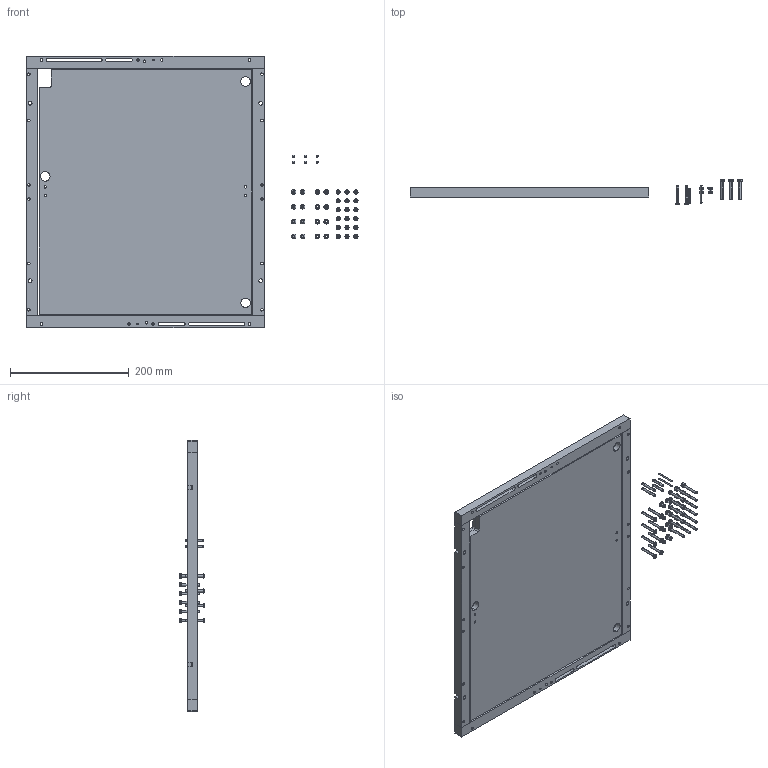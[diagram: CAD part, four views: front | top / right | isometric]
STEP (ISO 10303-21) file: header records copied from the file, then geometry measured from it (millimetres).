
FILE_DESCRIPTION (( 'STEP AP214' ), '1' );
FILE_NAME ('INGUN_113338.STEP', '2025-04-04T08:52:43', ( '' ), ( '' ), 'SwSTEP 2.0', 'SolidWorks 2023', '' );
FILE_SCHEMA (( 'AUTOMOTIVE_DESIGN' ));
Length unit declared in the file: millimetre
Products named in the file (13): INGUN_113338; DIN6325~n_04,0m6x030; DIN912~n_M04,0x030 VA; 113332~2; ISO7380~n_M04,0x030; Gewindebuchse~n_M04-09,5 offen; 113332~2_S; 113344~1_S; 113343~1_S; DIN6325~n_04,0m6x024; 113331~2; 113342~2_S; DIN6325~n_03,0m6x030
Assembly tree (48 placements, depth 3):
  INGUN_113338
    113331~2
    113332~2_S
      113332~2
    113342~2_S  x2
    113343~1_S  x2
    113344~1_S
      ISO7380~n_M04,0x030  x8
      Gewindebuchse~n_M04-09,5 offen  x8
      DIN6325~n_04,0m6x030  x2
      DIN912~n_M04,0x030 VA  x18
      DIN6325~n_04,0m6x024  x2
      DIN6325~n_03,0m6x030  x2
Bounding box: 559.9 x 42.2 x 457.2 mm (x, y, z)
Volume: 2843975.4 mm3; surface area: 764209.1 mm2
Topology: 46 solids, 46 shells, 2082 faces, 4952 edges, 3256 vertices
Faces by surface type: plane 1194, cylinder 716, cone 100, torus 48, sphere 24
Entity records: 10921 total; most frequent: DIRECTION 1961, CARTESIAN_POINT 1852, ORIENTED_EDGE 1650, EDGE_CURVE 825, AXIS2_PLACEMENT_3D 753, VERTEX_POINT 546, VECTOR 455, LINE 455
